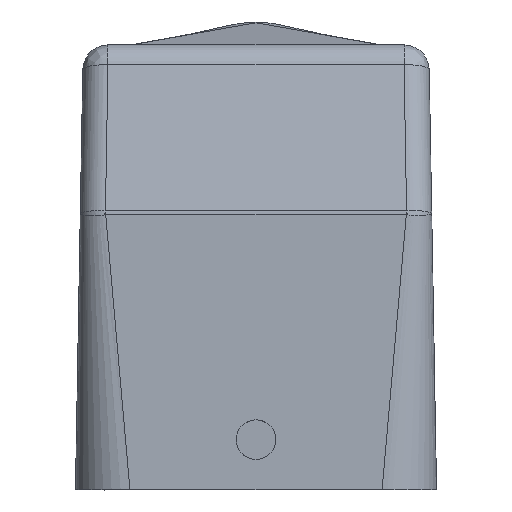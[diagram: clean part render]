
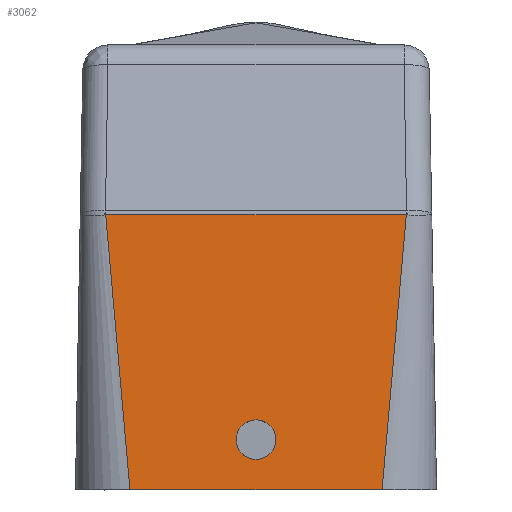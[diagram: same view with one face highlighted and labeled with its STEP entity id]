
A CAD part, left-side view. The second image highlights one B-rep face of the part: STEP entity #3062.
In plain terms, the highlighted planar face has unit normal (-1, 0, 0.018).
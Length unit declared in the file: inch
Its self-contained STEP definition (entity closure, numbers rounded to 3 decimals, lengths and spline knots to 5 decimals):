
#141 = ORIENTED_EDGE ( 'NONE', *, *, #10351, .F. ) ;
#210 = EDGE_CURVE ( 'NONE', #5131, #1881, #2524, .T. ) ;
#334 = DIRECTION ( 'NONE',  ( -0.017, 0.088, -0.996 ) ) ;
#444 = VERTEX_POINT ( 'NONE', #7380 ) ;
#922 = VERTEX_POINT ( 'NONE', #9369 ) ;
#1062 = CARTESIAN_POINT ( 'NONE',  ( -0.50049, -0.64829, 0.64872 ) ) ;
#1396 = CARTESIAN_POINT ( 'NONE',  ( -0.5093, 0., 0.1437 ) ) ;
#1742 = FACE_BOUND ( 'NONE', #7268, .T. ) ;
#1881 = VERTEX_POINT ( 'NONE', #6925 ) ;
#1956 = LINE ( 'NONE', #1062, #3947 ) ;
#2136 = CARTESIAN_POINT ( 'NONE',  ( -0.4893, 0., 1.28962 ) ) ;
#2524 =( BOUNDED_CURVE ( )  B_SPLINE_CURVE ( 3, ( #4995, #8389, #7555, #3382 ),
 .UNSPECIFIED., .F., .T. ) 
 B_SPLINE_CURVE_WITH_KNOTS ( ( 4, 4 ),
 ( 0., 3.14159 ),
 .UNSPECIFIED. ) 
 CURVE ( )  GEOMETRIC_REPRESENTATION_ITEM ( )  RATIONAL_B_SPLINE_CURVE ( ( 1., 0.333, 0.333, 1. ) ) 
 REPRESENTATION_ITEM ( '' )  );
#2583 = CARTESIAN_POINT ( 'NONE',  ( -0.4893, -0.70483, 1.28962 ) ) ;
#2764 = LINE ( 'NONE', #2136, #8937 ) ;
#2827 = AXIS2_PLACEMENT_3D ( 'NONE', #10854, #6622, #10024 ) ;
#2899 = ORIENTED_EDGE ( 'NONE', *, *, #8926, .F. ) ;
#3062 = ADVANCED_FACE ( 'NONE', ( #7446, #1742 ), #5162, .T. ) ;
#3319 = CARTESIAN_POINT ( 'NONE',  ( -0.50049, 0.64829, 0.64872 ) ) ;
#3382 = CARTESIAN_POINT ( 'NONE',  ( -0.5093, 0., 0.1437 ) ) ;
#3502 = ORIENTED_EDGE ( 'NONE', *, *, #210, .T. ) ;
#3805 = ORIENTED_EDGE ( 'NONE', *, *, #8698, .T. ) ;
#3869 = CARTESIAN_POINT ( 'NONE',  ( -0.51181, 0.59106, 0. ) ) ;
#3947 = VECTOR ( 'NONE', #334, 39.37008 ) ;
#4210 = EDGE_LOOP ( 'NONE', ( #2899, #141, #10813, #3805 ) ) ;
#4382 = LINE ( 'NONE', #9280, #6806 ) ;
#4818 = CARTESIAN_POINT ( 'NONE',  ( -0.5093, 0.18504, 0.1437 ) ) ;
#4995 = CARTESIAN_POINT ( 'NONE',  ( -0.50607, 0., 0.32874 ) ) ;
#5131 = VERTEX_POINT ( 'NONE', #9966 ) ;
#5162 = PLANE ( 'NONE',  #2827 ) ;
#5547 = CARTESIAN_POINT ( 'NONE',  ( -0.50607, 0., 0.32874 ) ) ;
#6622 = DIRECTION ( 'NONE',  ( -1., 0., 0.017 ) ) ;
#6806 = VECTOR ( 'NONE', #7661, 39.37008 ) ;
#6925 = CARTESIAN_POINT ( 'NONE',  ( -0.5093, 0., 0.1437 ) ) ;
#7268 = EDGE_LOOP ( 'NONE', ( #8032, #3502 ) ) ;
#7380 = CARTESIAN_POINT ( 'NONE',  ( -0.51181, -0.59106, 0. ) ) ;
#7446 = FACE_OUTER_BOUND ( 'NONE', #4210, .T. ) ;
#7555 = CARTESIAN_POINT ( 'NONE',  ( -0.5093, -0.18504, 0.1437 ) ) ;
#7656 = DIRECTION ( 'NONE',  ( -0.017, -0.088, -0.996 ) ) ;
#7661 = DIRECTION ( 'NONE',  ( 0., 1., 0. ) ) ;
#7901 =( BOUNDED_CURVE ( )  B_SPLINE_CURVE ( 3, ( #1396, #4818, #8990, #5547 ),
 .UNSPECIFIED., .F., .T. ) 
 B_SPLINE_CURVE_WITH_KNOTS ( ( 4, 4 ),
 ( 3.14159, 6.28319 ),
 .UNSPECIFIED. ) 
 CURVE ( )  GEOMETRIC_REPRESENTATION_ITEM ( )  RATIONAL_B_SPLINE_CURVE ( ( 1., 0.333, 0.333, 1. ) ) 
 REPRESENTATION_ITEM ( '' )  );
#8032 = ORIENTED_EDGE ( 'NONE', *, *, #8801, .T. ) ;
#8389 = CARTESIAN_POINT ( 'NONE',  ( -0.50607, -0.18504, 0.32874 ) ) ;
#8647 = VERTEX_POINT ( 'NONE', #2583 ) ;
#8698 = EDGE_CURVE ( 'NONE', #922, #10405, #10958, .T. ) ;
#8784 = VECTOR ( 'NONE', #7656, 39.37008 ) ;
#8801 = EDGE_CURVE ( 'NONE', #1881, #5131, #7901, .T. ) ;
#8926 = EDGE_CURVE ( 'NONE', #444, #10405, #4382, .T. ) ;
#8937 = VECTOR ( 'NONE', #9794, 39.37008 ) ;
#8990 = CARTESIAN_POINT ( 'NONE',  ( -0.50607, 0.18504, 0.32874 ) ) ;
#9043 = EDGE_CURVE ( 'NONE', #8647, #922, #2764, .T. ) ;
#9280 = CARTESIAN_POINT ( 'NONE',  ( -0.51181, 0., 0. ) ) ;
#9369 = CARTESIAN_POINT ( 'NONE',  ( -0.4893, 0.70483, 1.28962 ) ) ;
#9794 = DIRECTION ( 'NONE',  ( 0., 1., 0. ) ) ;
#9966 = CARTESIAN_POINT ( 'NONE',  ( -0.50607, 0., 0.32874 ) ) ;
#10024 = DIRECTION ( 'NONE',  ( 0.017, 0., 1. ) ) ;
#10351 = EDGE_CURVE ( 'NONE', #8647, #444, #1956, .T. ) ;
#10405 = VERTEX_POINT ( 'NONE', #3869 ) ;
#10813 = ORIENTED_EDGE ( 'NONE', *, *, #9043, .T. ) ;
#10854 = CARTESIAN_POINT ( 'NONE',  ( -0.51181, 0., 0. ) ) ;
#10958 = LINE ( 'NONE', #3319, #8784 ) ;
